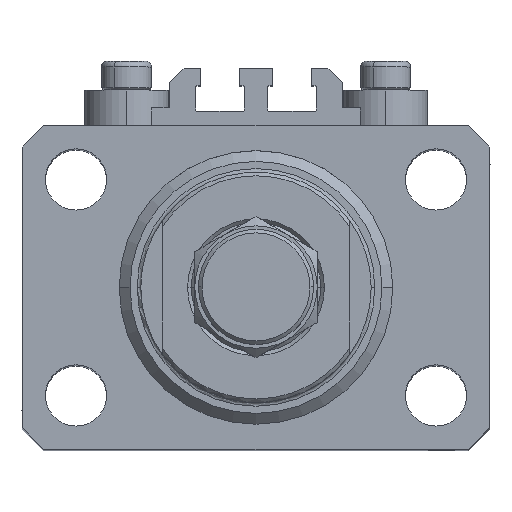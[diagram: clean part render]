
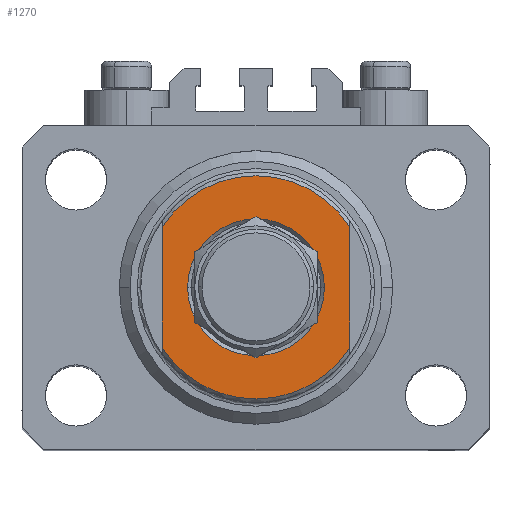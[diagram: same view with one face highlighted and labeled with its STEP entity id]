
A CAD part, top view. The second image highlights one B-rep face of the part: STEP entity #1270.
In plain terms, the highlighted face is planar.
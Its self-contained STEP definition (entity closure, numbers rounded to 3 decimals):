
#1270 = ADVANCED_FACE ( 'NONE', ( #44431, #10518 ), #37009, .T. ) ;
#2190 = CIRCLE ( 'NONE', #40934, 15.5 ) ;
#4278 = ORIENTED_EDGE ( 'NONE', *, *, #45219, .F. ) ;
#4325 = EDGE_LOOP ( 'NONE', ( #37815, #10177, #29404, #4278 ) ) ;
#4577 = ORIENTED_EDGE ( 'NONE', *, *, #36820, .T. ) ;
#5222 = CARTESIAN_POINT ( 'NONE',  ( 13., 8.441, -6.5 ) ) ;
#6200 = CARTESIAN_POINT ( 'NONE',  ( -13., -8.441, -6.5 ) ) ;
#6229 = DIRECTION ( 'NONE',  ( 0., -1., 0. ) ) ;
#7187 = CARTESIAN_POINT ( 'NONE',  ( 9.5, 0., -6.5 ) ) ;
#7295 = DIRECTION ( 'NONE',  ( -1., 0., 0. ) ) ;
#7417 = AXIS2_PLACEMENT_3D ( 'NONE', #36434, #32968, #28515 ) ;
#8190 = DIRECTION ( 'NONE',  ( 0., 0., -1. ) ) ;
#10177 = ORIENTED_EDGE ( 'NONE', *, *, #32565, .T. ) ;
#10518 = FACE_OUTER_BOUND ( 'NONE', #4325, .T. ) ;
#12250 = DIRECTION ( 'NONE',  ( 0., 0., 1. ) ) ;
#13490 = CIRCLE ( 'NONE', #42744, 15.5 ) ;
#14088 = CIRCLE ( 'NONE', #43339, 9.5 ) ;
#15265 = EDGE_CURVE ( 'NONE', #45989, #19626, #13490, .T. ) ;
#15949 = VERTEX_POINT ( 'NONE', #37276 ) ;
#16290 = VECTOR ( 'NONE', #21922, 1000. ) ;
#16324 = VERTEX_POINT ( 'NONE', #43912 ) ;
#16555 = DIRECTION ( 'NONE',  ( -1., 0., 0. ) ) ;
#19626 = VERTEX_POINT ( 'NONE', #6200 ) ;
#21141 = CARTESIAN_POINT ( 'NONE',  ( 0., 0., -6.5 ) ) ;
#21683 = VECTOR ( 'NONE', #6229, 1000. ) ;
#21907 = CARTESIAN_POINT ( 'NONE',  ( 0., 0., -6.5 ) ) ;
#21922 = DIRECTION ( 'NONE',  ( 0., -1., 0. ) ) ;
#23636 = DIRECTION ( 'NONE',  ( -1., 0., 0. ) ) ;
#24105 = EDGE_CURVE ( 'NONE', #15949, #32379, #14088, .T. ) ;
#25383 = LINE ( 'NONE', #48650, #16290 ) ;
#26608 = EDGE_CURVE ( 'NONE', #16324, #27378, #2190, .T. ) ;
#26993 = CARTESIAN_POINT ( 'NONE',  ( 0., 0., -6.5 ) ) ;
#27146 = CIRCLE ( 'NONE', #7417, 9.5 ) ;
#27230 = DIRECTION ( 'NONE',  ( -1., 0., 0. ) ) ;
#27378 = VERTEX_POINT ( 'NONE', #5222 ) ;
#28515 = DIRECTION ( 'NONE',  ( -1., 0., 0. ) ) ;
#28701 = EDGE_LOOP ( 'NONE', ( #38778, #4577 ) ) ;
#29083 = DIRECTION ( 'NONE',  ( 0., 0., -1. ) ) ;
#29404 = ORIENTED_EDGE ( 'NONE', *, *, #15265, .T. ) ;
#29988 = CARTESIAN_POINT ( 'NONE',  ( 13., -8.441, -6.5 ) ) ;
#32379 = VERTEX_POINT ( 'NONE', #7187 ) ;
#32565 = EDGE_CURVE ( 'NONE', #27378, #45989, #25383, .T. ) ;
#32968 = DIRECTION ( 'NONE',  ( 0., 0., 1. ) ) ;
#35914 = CARTESIAN_POINT ( 'NONE',  ( -13., -43.081, -6.5 ) ) ;
#36232 = AXIS2_PLACEMENT_3D ( 'NONE', #21907, #29083, #7295 ) ;
#36434 = CARTESIAN_POINT ( 'NONE',  ( 0., 0., -6.5 ) ) ;
#36820 = EDGE_CURVE ( 'NONE', #32379, #15949, #27146, .T. ) ;
#37009 = PLANE ( 'NONE',  #36232 ) ;
#37276 = CARTESIAN_POINT ( 'NONE',  ( -9.5, 0., -6.5 ) ) ;
#37815 = ORIENTED_EDGE ( 'NONE', *, *, #26608, .T. ) ;
#38778 = ORIENTED_EDGE ( 'NONE', *, *, #24105, .T. ) ;
#40934 = AXIS2_PLACEMENT_3D ( 'NONE', #26993, #8190, #27230 ) ;
#41162 = DIRECTION ( 'NONE',  ( 0., 0., -1. ) ) ;
#42451 = CARTESIAN_POINT ( 'NONE',  ( 0., 0., -6.5 ) ) ;
#42744 = AXIS2_PLACEMENT_3D ( 'NONE', #21141, #41162, #16555 ) ;
#43339 = AXIS2_PLACEMENT_3D ( 'NONE', #42451, #12250, #23636 ) ;
#43912 = CARTESIAN_POINT ( 'NONE',  ( -13., 8.441, -6.5 ) ) ;
#44098 = LINE ( 'NONE', #35914, #21683 ) ;
#44431 = FACE_BOUND ( 'NONE', #28701, .T. ) ;
#45219 = EDGE_CURVE ( 'NONE', #16324, #19626, #44098, .T. ) ;
#45989 = VERTEX_POINT ( 'NONE', #29988 ) ;
#48650 = CARTESIAN_POINT ( 'NONE',  ( 13., -43.081, -6.5 ) ) ;
